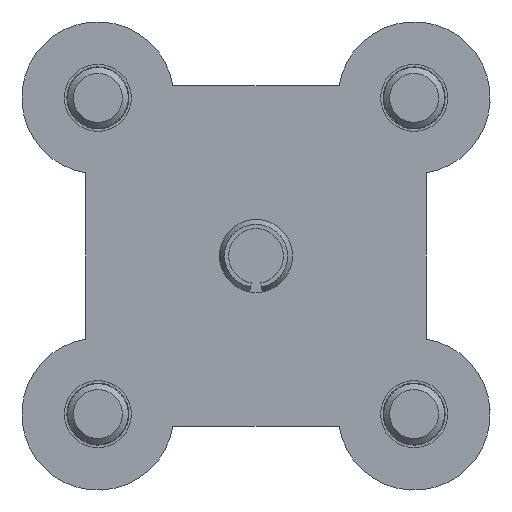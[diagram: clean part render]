
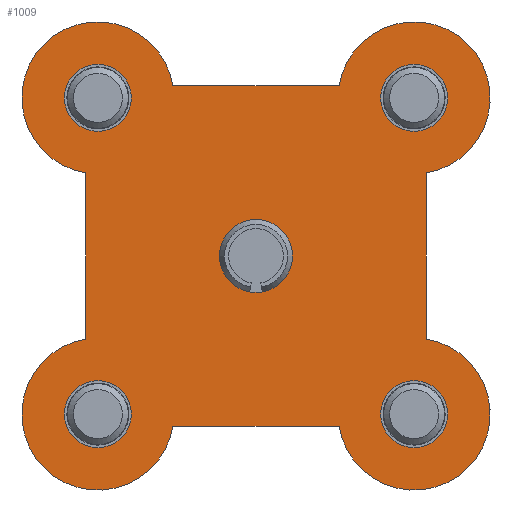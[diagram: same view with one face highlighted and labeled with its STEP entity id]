
A CAD part, front view. The second image highlights one B-rep face of the part: STEP entity #1009.
In plain terms, the highlighted planar face has unit normal (0, -1, 0).
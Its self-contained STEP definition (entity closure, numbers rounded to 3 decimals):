
#70=CIRCLE('',#1107,6.25);
#72=CIRCLE('',#1111,6.25);
#74=CIRCLE('',#1115,6.25);
#76=CIRCLE('',#1118,6.25);
#81=CIRCLE('',#1125,2.75);
#82=CIRCLE('',#1126,2.75);
#83=CIRCLE('',#1127,2.75);
#84=CIRCLE('',#1128,2.75);
#85=CIRCLE('',#1129,3.);
#204=ORIENTED_EDGE('',*,*,#460,.T.);
#205=ORIENTED_EDGE('',*,*,#461,.T.);
#206=ORIENTED_EDGE('',*,*,#462,.T.);
#207=ORIENTED_EDGE('',*,*,#463,.T.);
#208=ORIENTED_EDGE('',*,*,#464,.T.);
#209=ORIENTED_EDGE('',*,*,#433,.F.);
#210=ORIENTED_EDGE('',*,*,#439,.F.);
#211=ORIENTED_EDGE('',*,*,#415,.F.);
#212=ORIENTED_EDGE('',*,*,#429,.F.);
#213=ORIENTED_EDGE('',*,*,#425,.F.);
#214=ORIENTED_EDGE('',*,*,#449,.F.);
#215=ORIENTED_EDGE('',*,*,#445,.F.);
#216=ORIENTED_EDGE('',*,*,#451,.F.);
#415=EDGE_CURVE('',#549,#550,#640,.T.);
#425=EDGE_CURVE('',#559,#560,#650,.T.);
#429=EDGE_CURVE('',#560,#549,#70,.T.);
#433=EDGE_CURVE('',#565,#566,#656,.T.);
#439=EDGE_CURVE('',#550,#565,#72,.T.);
#445=EDGE_CURVE('',#575,#576,#666,.T.);
#449=EDGE_CURVE('',#576,#559,#74,.T.);
#451=EDGE_CURVE('',#566,#575,#76,.T.);
#460=EDGE_CURVE('',#582,#582,#81,.T.);
#461=EDGE_CURVE('',#583,#583,#82,.T.);
#462=EDGE_CURVE('',#584,#584,#83,.T.);
#463=EDGE_CURVE('',#585,#585,#84,.T.);
#464=EDGE_CURVE('',#586,#586,#85,.T.);
#549=VERTEX_POINT('',#1569);
#550=VERTEX_POINT('',#1571);
#559=VERTEX_POINT('',#1590);
#560=VERTEX_POINT('',#1592);
#565=VERTEX_POINT('',#1606);
#566=VERTEX_POINT('',#1608);
#575=VERTEX_POINT('',#1630);
#576=VERTEX_POINT('',#1632);
#582=VERTEX_POINT('',#1657);
#583=VERTEX_POINT('',#1659);
#584=VERTEX_POINT('',#1661);
#585=VERTEX_POINT('',#1663);
#586=VERTEX_POINT('',#1665);
#640=LINE('',#1570,#712);
#650=LINE('',#1591,#722);
#656=LINE('',#1607,#728);
#666=LINE('',#1631,#738);
#712=VECTOR('',#1238,1000.);
#722=VECTOR('',#1250,1000.);
#728=VECTOR('',#1264,1000.);
#738=VECTOR('',#1282,1000.);
#791=EDGE_LOOP('',(#204));
#792=EDGE_LOOP('',(#205));
#793=EDGE_LOOP('',(#206));
#794=EDGE_LOOP('',(#207));
#795=EDGE_LOOP('',(#208));
#796=EDGE_LOOP('',(#209,#210,#211,#212,#213,#214,#215,#216));
#883=FACE_BOUND('',#791,.T.);
#884=FACE_BOUND('',#792,.T.);
#885=FACE_BOUND('',#793,.T.);
#886=FACE_BOUND('',#794,.T.);
#887=FACE_BOUND('',#795,.T.);
#888=FACE_BOUND('',#796,.T.);
#971=PLANE('',#1124);
#1009=ADVANCED_FACE('',(#883,#884,#885,#886,#887,#888),#971,.F.);
#1107=AXIS2_PLACEMENT_3D('',#1598,#1257,#1258);
#1111=AXIS2_PLACEMENT_3D('',#1618,#1273,#1274);
#1115=AXIS2_PLACEMENT_3D('',#1638,#1289,#1290);
#1118=AXIS2_PLACEMENT_3D('',#1641,#1295,#1296);
#1124=AXIS2_PLACEMENT_3D('',#1655,#1311,#1312);
#1125=AXIS2_PLACEMENT_3D('',#1656,#1313,#1314);
#1126=AXIS2_PLACEMENT_3D('',#1658,#1315,#1316);
#1127=AXIS2_PLACEMENT_3D('',#1660,#1317,#1318);
#1128=AXIS2_PLACEMENT_3D('',#1662,#1319,#1320);
#1129=AXIS2_PLACEMENT_3D('',#1664,#1321,#1322);
#1238=DIRECTION('',(-1.,0.,0.));
#1250=DIRECTION('',(0.,0.,-1.));
#1257=DIRECTION('',(0.,1.,0.));
#1258=DIRECTION('',(1.,0.,0.));
#1264=DIRECTION('',(0.,0.,1.));
#1273=DIRECTION('',(0.,1.,0.));
#1274=DIRECTION('',(1.,0.,0.));
#1282=DIRECTION('',(1.,0.,0.));
#1289=DIRECTION('',(0.,1.,0.));
#1290=DIRECTION('',(1.,0.,0.));
#1295=DIRECTION('',(0.,1.,0.));
#1296=DIRECTION('',(1.,0.,0.));
#1311=DIRECTION('',(0.,1.,0.));
#1312=DIRECTION('',(0.,0.,1.));
#1313=DIRECTION('',(0.,1.,0.));
#1314=DIRECTION('',(1.,0.,0.));
#1315=DIRECTION('',(0.,1.,0.));
#1316=DIRECTION('',(1.,0.,0.));
#1317=DIRECTION('',(0.,1.,0.));
#1318=DIRECTION('',(1.,0.,0.));
#1319=DIRECTION('',(0.,1.,0.));
#1320=DIRECTION('',(1.,0.,0.));
#1321=DIRECTION('',(0.,1.,0.));
#1322=DIRECTION('',(1.,0.,0.));
#1569=CARTESIAN_POINT('',(6.831,0.,-14.));
#1570=CARTESIAN_POINT('',(6.831,0.,-14.));
#1571=CARTESIAN_POINT('',(-6.831,0.,-14.));
#1590=CARTESIAN_POINT('',(14.,0.,6.831));
#1591=CARTESIAN_POINT('',(14.,0.,6.831));
#1592=CARTESIAN_POINT('',(14.,0.,-6.831));
#1598=CARTESIAN_POINT('',(13.,0.,-13.));
#1606=CARTESIAN_POINT('',(-14.,0.,-6.831));
#1607=CARTESIAN_POINT('',(-14.,0.,-6.831));
#1608=CARTESIAN_POINT('',(-14.,0.,6.831));
#1618=CARTESIAN_POINT('',(-13.,0.,-13.));
#1630=CARTESIAN_POINT('',(-6.831,0.,14.));
#1631=CARTESIAN_POINT('',(-6.831,0.,14.));
#1632=CARTESIAN_POINT('',(6.831,0.,14.));
#1638=CARTESIAN_POINT('',(13.,0.,13.));
#1641=CARTESIAN_POINT('',(-13.,0.,13.));
#1655=CARTESIAN_POINT('',(-13.,0.,13.));
#1656=CARTESIAN_POINT('',(13.,0.,-13.));
#1657=CARTESIAN_POINT('',(15.75,0.,-13.));
#1658=CARTESIAN_POINT('',(-13.,0.,-13.));
#1659=CARTESIAN_POINT('',(-10.25,0.,-13.));
#1660=CARTESIAN_POINT('',(13.,0.,13.));
#1661=CARTESIAN_POINT('',(15.75,0.,13.));
#1662=CARTESIAN_POINT('',(-13.,0.,13.));
#1663=CARTESIAN_POINT('',(-10.25,0.,13.));
#1664=CARTESIAN_POINT('',(0.,0.,0.));
#1665=CARTESIAN_POINT('',(3.,0.,0.));
